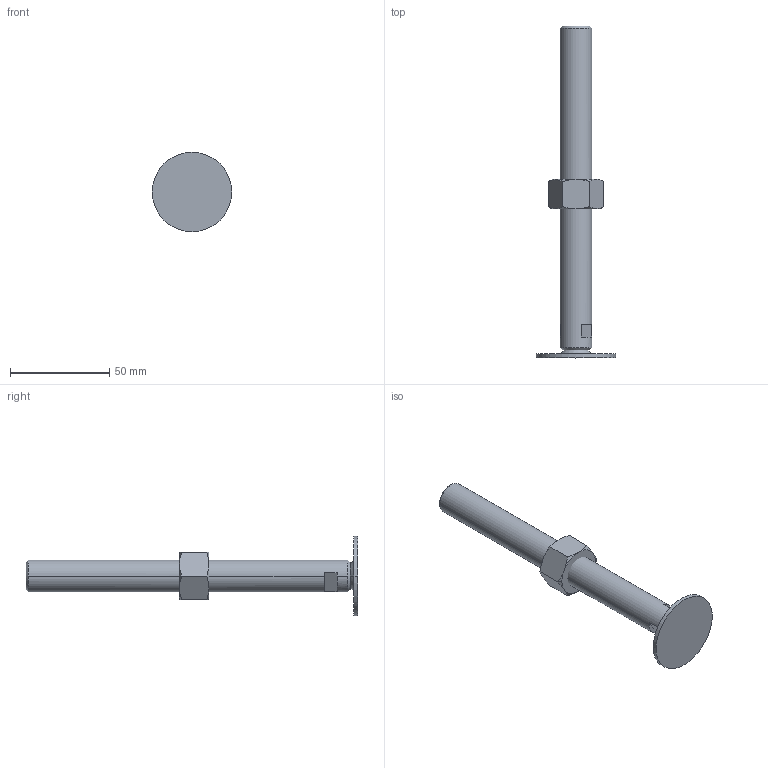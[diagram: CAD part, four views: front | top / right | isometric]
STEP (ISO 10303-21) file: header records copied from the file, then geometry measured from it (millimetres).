
FILE_DESCRIPTION(('STEP AP214'),'1');
FILE_NAME('HALDERN_EH_22593_0620.stp','2020-02-28T09:44:32',('TraceParts'),('TraceParts S.A.'),'Spatial InterOp 3D',' ',' ');
FILE_SCHEMA(('AUTOMOTIVE_DESIGN { 1 0 10303 214 1 1 1 1 }'));
Length unit declared in the file: millimetre
Products named in the file (1): HALDERN_EH_22593_0620_1
Bounding box: 40 x 167 x 40 mm (x, y, z)
Volume: 42316.2 mm3; surface area: 13750.3 mm2
Topology: 3 solids, 3 shells, 52 faces, 112 edges, 68 vertices
Faces by surface type: plane 26, cone 22, cylinder 4
Entity records: 1860 total; most frequent: CARTESIAN_POINT 331, DIRECTION 238, ORIENTED_EDGE 224, EDGE_CURVE 112, AXIS2_PLACEMENT_3D 95, VERTEX_POINT 68, EDGE_LOOP 54, STYLED_ITEM 52
